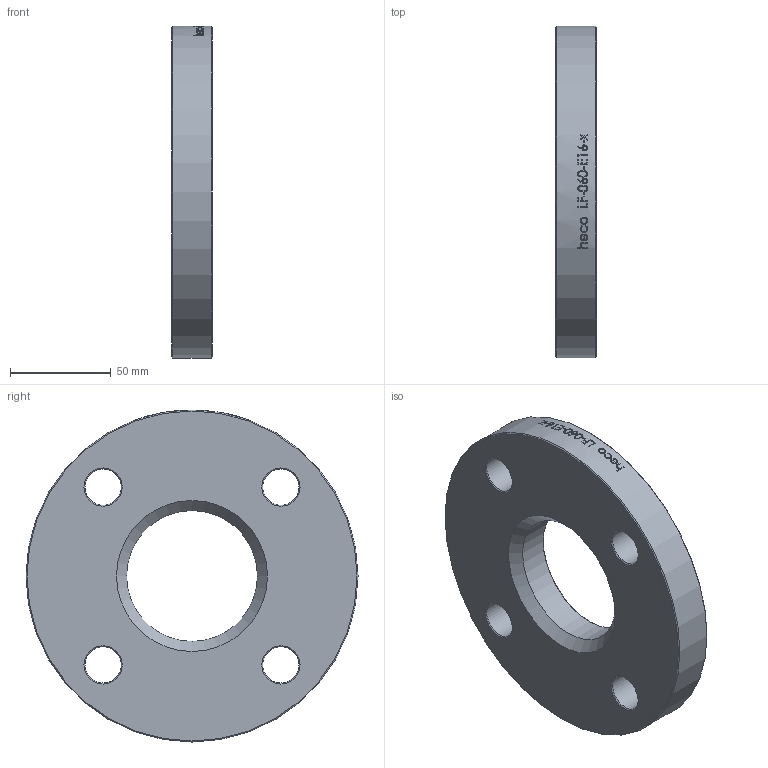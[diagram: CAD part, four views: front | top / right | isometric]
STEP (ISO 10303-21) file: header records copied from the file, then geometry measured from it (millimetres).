
FILE_DESCRIPTION (( 'STEP AP214' ), '1' );
FILE_NAME ('LF-060-E16-x Loser Flansch 2101.STEP', '2021-01-21T09:22:13', ( '' ), ( '' ), 'SwSTEP 2.0', 'SolidWorks 2019', '' );
FILE_SCHEMA (( 'AUTOMOTIVE_DESIGN' ));
Length unit declared in the file: millimetre
Products named in the file (1): LF-060-E16-x Loser Flansch 2101
Bounding box: 20 x 165 x 165 mm (x, y, z)
Volume: 337955.4 mm3; surface area: 52005.9 mm2
Topology: 1 solids, 1 shells, 42 faces, 199 edges, 180 vertices
Faces by surface type: cylinder 28, cone 12, plane 2
Full cylindrical faces by diameter (mm): 18 x4, 65 x1, 165 x1
Entity records: 4587 total; most frequent: CARTESIAN_POINT 2894, ORIENTED_EDGE 344, DIRECTION 225, VERTEX_POINT 172, EDGE_CURVE 172, AXIS2_PLACEMENT_3D 99, EDGE_LOOP 92, B_SPLINE_CURVE_WITH_KNOTS 89
